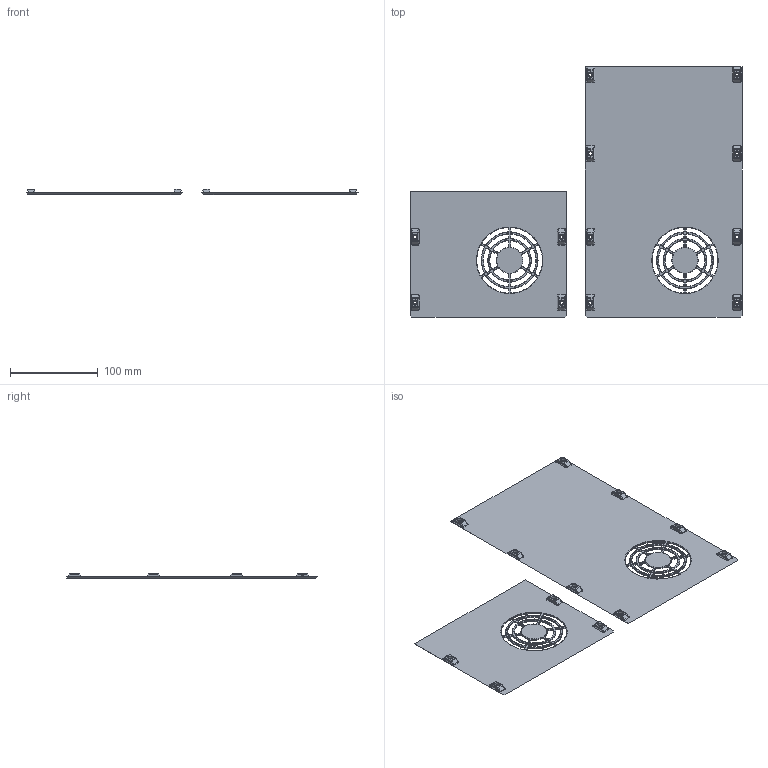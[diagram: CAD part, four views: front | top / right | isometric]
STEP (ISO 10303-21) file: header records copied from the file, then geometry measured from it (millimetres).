
FILE_DESCRIPTION(/* description */ (''),/* implementation_level */ '2;1');
FILE_NAME(/* name */ 'Bottom Panel V3 - Mean Well.step',/* time_stamp */ '2023-10-07T08:18:39-05:00',/* author */ (''),/* organization */ (''),/* preprocessor_version */ 'ST-DEVELOPER v20',/* originating_system */ 'Autodesk Translation Framework v12.14.0.127',/* authorisation */ '');
FILE_SCHEMA (('AUTOMOTIVE_DESIGN { 1 0 10303 214 3 1 1 }'));
Length unit declared in the file: millimetre
Products named in the file (3): Bottom Panel V3 - Mean Well; Bottom Panel V3 - Mean Well 'Unified; Bottom Panel V3 - Mean Well Front
Assembly tree (1 placements, depth 2):
  Bottom Panel V3 - Mean Well
    Bottom Panel V3 - Mean Well Front
  Bottom Panel V3 - Mean Well 'Unified
Bounding box: 378.6 x 285.85 x 6 mm (x, y, z)
Volume: 144269.6 mm3; surface area: 150330.8 mm2
Topology: 2 solids, 2 shells, 1232 faces, 2798 edges, 1580 vertices
Faces by surface type: cone 432, cylinder 384, plane 316, bspline 52, sphere 48
Full cylindrical faces by diameter (mm): 3.6 x12, 6 x12
Entity records: 35355 total; most frequent: CARTESIAN_POINT 6955, DIRECTION 6432, ORIENTED_EDGE 5596, EDGE_CURVE 2798, AXIS2_PLACEMENT_3D 2453, VERTEX_POINT 1580, LINE 1526, VECTOR 1526
